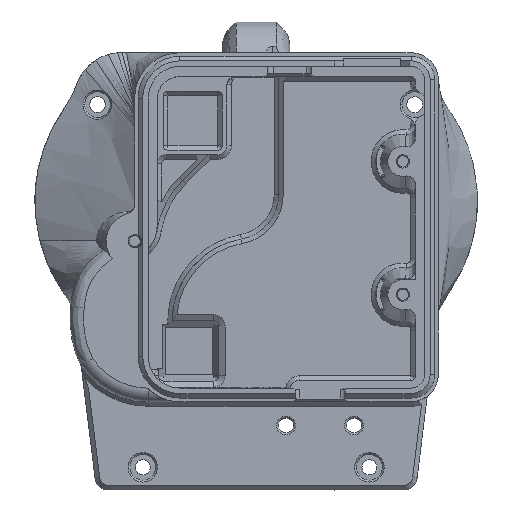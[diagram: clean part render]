
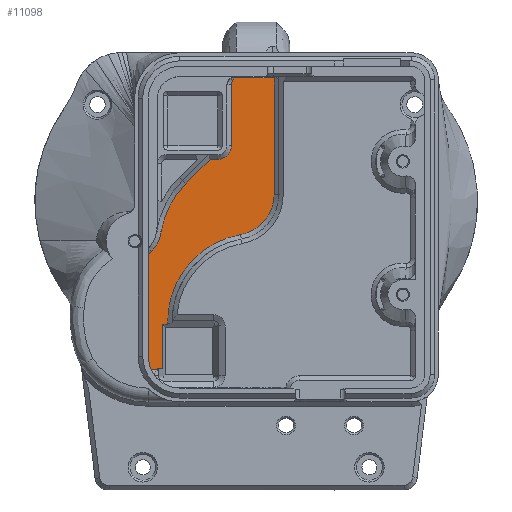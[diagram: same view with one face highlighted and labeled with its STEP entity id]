
A CAD part, top view. The second image highlights one B-rep face of the part: STEP entity #11098.
In plain terms, the highlighted planar face has unit normal (0, 0, 1).
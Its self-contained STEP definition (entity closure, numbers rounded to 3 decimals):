
#374=PLANE('',#11815);
#752=FACE_OUTER_BOUND('',#1433,.T.);
#1433=EDGE_LOOP('',(#8096,#8097,#8098,#8099,#8100,#8101,#8102,#8103,#8104,
#8105,#8106,#8107,#8108,#8109,#8110,#8111,#8112,#8113,#8114));
#2029=CIRCLE('',#11810,1.);
#2032=CIRCLE('',#11816,3.);
#2033=CIRCLE('',#11817,19.);
#2034=CIRCLE('',#11818,7.878);
#2035=CIRCLE('',#11819,6.);
#2036=CIRCLE('',#11820,13.841);
#2037=CIRCLE('',#11821,10.841);
#2038=CIRCLE('',#11822,0.408);
#2039=CIRCLE('',#11823,19.5);
#2040=CIRCLE('',#11824,9.);
#2431=B_SPLINE_CURVE_WITH_KNOTS('',3,(#18851,#18852,#18853,#18854,#18855,
#18856),.UNSPECIFIED.,.F.,.F.,(4,2,4),(0.012,0.054,
0.103),.UNSPECIFIED.);
#2897=LINE('',#18756,#3890);
#2903=LINE('',#18870,#3896);
#2905=LINE('',#18876,#3898);
#2906=LINE('',#18880,#3899);
#2907=LINE('',#18882,#3900);
#2908=LINE('',#18892,#3901);
#2909=LINE('',#18896,#3902);
#2910=LINE('',#18900,#3903);
#3890=VECTOR('',#13043,10.);
#3896=VECTOR('',#13063,10.);
#3898=VECTOR('',#13069,10.);
#3899=VECTOR('',#13072,10.);
#3900=VECTOR('',#13073,10.);
#3901=VECTOR('',#13082,10.);
#3902=VECTOR('',#13085,10.);
#3903=VECTOR('',#13088,10.);
#5036=VERTEX_POINT('',#18753);
#5037=VERTEX_POINT('',#18755);
#5040=VERTEX_POINT('',#18781);
#5044=VERTEX_POINT('',#18846);
#5046=VERTEX_POINT('',#18860);
#5050=VERTEX_POINT('',#18875);
#5051=VERTEX_POINT('',#18877);
#5052=VERTEX_POINT('',#18879);
#5053=VERTEX_POINT('',#18881);
#5054=VERTEX_POINT('',#18883);
#5055=VERTEX_POINT('',#18885);
#5056=VERTEX_POINT('',#18887);
#5057=VERTEX_POINT('',#18889);
#5058=VERTEX_POINT('',#18891);
#5059=VERTEX_POINT('',#18893);
#5060=VERTEX_POINT('',#18895);
#5061=VERTEX_POINT('',#18897);
#5062=VERTEX_POINT('',#18899);
#5063=VERTEX_POINT('',#18901);
#6215=EDGE_CURVE('',#5036,#5037,#2897,.T.);
#6223=EDGE_CURVE('',#5044,#5040,#2431,.F.);
#6226=EDGE_CURVE('',#5046,#5044,#2029,.T.);
#6230=EDGE_CURVE('',#5040,#5036,#2903,.T.);
#6233=EDGE_CURVE('',#5050,#5046,#2905,.T.);
#6234=EDGE_CURVE('',#5051,#5050,#2032,.T.);
#6235=EDGE_CURVE('',#5052,#5051,#2906,.T.);
#6236=EDGE_CURVE('',#5053,#5052,#2907,.T.);
#6237=EDGE_CURVE('',#5054,#5053,#2033,.T.);
#6238=EDGE_CURVE('',#5055,#5054,#2034,.T.);
#6239=EDGE_CURVE('',#5056,#5055,#2035,.T.);
#6240=EDGE_CURVE('',#5057,#5056,#2036,.T.);
#6241=EDGE_CURVE('',#5058,#5057,#2908,.T.);
#6242=EDGE_CURVE('',#5059,#5058,#2037,.T.);
#6243=EDGE_CURVE('',#5060,#5059,#2909,.T.);
#6244=EDGE_CURVE('',#5061,#5060,#2038,.T.);
#6245=EDGE_CURVE('',#5062,#5061,#2910,.T.);
#6246=EDGE_CURVE('',#5063,#5062,#2039,.T.);
#6247=EDGE_CURVE('',#5037,#5063,#2040,.T.);
#8096=ORIENTED_EDGE('',*,*,#6233,.F.);
#8097=ORIENTED_EDGE('',*,*,#6234,.F.);
#8098=ORIENTED_EDGE('',*,*,#6235,.F.);
#8099=ORIENTED_EDGE('',*,*,#6236,.F.);
#8100=ORIENTED_EDGE('',*,*,#6237,.F.);
#8101=ORIENTED_EDGE('',*,*,#6238,.F.);
#8102=ORIENTED_EDGE('',*,*,#6239,.F.);
#8103=ORIENTED_EDGE('',*,*,#6240,.F.);
#8104=ORIENTED_EDGE('',*,*,#6241,.F.);
#8105=ORIENTED_EDGE('',*,*,#6242,.F.);
#8106=ORIENTED_EDGE('',*,*,#6243,.F.);
#8107=ORIENTED_EDGE('',*,*,#6244,.F.);
#8108=ORIENTED_EDGE('',*,*,#6245,.F.);
#8109=ORIENTED_EDGE('',*,*,#6246,.F.);
#8110=ORIENTED_EDGE('',*,*,#6247,.F.);
#8111=ORIENTED_EDGE('',*,*,#6215,.F.);
#8112=ORIENTED_EDGE('',*,*,#6230,.F.);
#8113=ORIENTED_EDGE('',*,*,#6223,.F.);
#8114=ORIENTED_EDGE('',*,*,#6226,.F.);
#11098=ADVANCED_FACE('',(#752),#374,.T.);
#11810=AXIS2_PLACEMENT_3D('',#18862,#13053,#13054);
#11815=AXIS2_PLACEMENT_3D('',#18874,#13067,#13068);
#11816=AXIS2_PLACEMENT_3D('',#18878,#13070,#13071);
#11817=AXIS2_PLACEMENT_3D('',#18884,#13074,#13075);
#11818=AXIS2_PLACEMENT_3D('',#18886,#13076,#13077);
#11819=AXIS2_PLACEMENT_3D('',#18888,#13078,#13079);
#11820=AXIS2_PLACEMENT_3D('',#18890,#13080,#13081);
#11821=AXIS2_PLACEMENT_3D('',#18894,#13083,#13084);
#11822=AXIS2_PLACEMENT_3D('',#18898,#13086,#13087);
#11823=AXIS2_PLACEMENT_3D('',#18902,#13089,#13090);
#11824=AXIS2_PLACEMENT_3D('',#18903,#13091,#13092);
#13043=DIRECTION('',(0.,-1.,0.));
#13053=DIRECTION('center_axis',(0.,0.,-1.));
#13054=DIRECTION('ref_axis',(-1.,0.,0.));
#13063=DIRECTION('',(1.,0.,0.));
#13067=DIRECTION('center_axis',(0.,0.,1.));
#13068=DIRECTION('ref_axis',(-1.,0.,0.));
#13069=DIRECTION('',(0.,1.,0.));
#13070=DIRECTION('center_axis',(0.,0.,1.));
#13071=DIRECTION('ref_axis',(0.,-1.,0.));
#13072=DIRECTION('',(1.,0.,0.));
#13073=DIRECTION('',(0.707,0.707,0.));
#13074=DIRECTION('center_axis',(0.,0.,-1.));
#13075=DIRECTION('ref_axis',(-0.707,0.707,0.));
#13076=DIRECTION('center_axis',(0.,0.,1.));
#13077=DIRECTION('ref_axis',(0.461,-0.888,0.));
#13078=DIRECTION('center_axis',(0.,0.,1.));
#13079=DIRECTION('ref_axis',(0.465,-0.885,0.));
#13080=DIRECTION('center_axis',(0.,0.,-1.));
#13081=DIRECTION('ref_axis',(0.,1.,0.));
#13082=DIRECTION('',(0.,1.,0.));
#13083=DIRECTION('center_axis',(0.,0.,-1.));
#13084=DIRECTION('ref_axis',(-1.,0.,0.));
#13085=DIRECTION('',(0.,-1.,0.));
#13086=DIRECTION('center_axis',(0.,0.,1.));
#13087=DIRECTION('ref_axis',(-1.,0.,0.));
#13088=DIRECTION('',(-1.,0.,0.));
#13089=DIRECTION('center_axis',(0.,0.,1.));
#13090=DIRECTION('ref_axis',(-1.,0.004,0.));
#13091=DIRECTION('center_axis',(0.,0.,-1.));
#13092=DIRECTION('ref_axis',(1.,0.,0.));
#18753=CARTESIAN_POINT('',(4.,25.711,35.986));
#18755=CARTESIAN_POINT('',(4.,0.,35.986));
#18756=CARTESIAN_POINT('',(4.,10.425,35.986));
#18781=CARTESIAN_POINT('',(-5.004,25.711,35.986));
#18846=CARTESIAN_POINT('',(-5.28,24.908,35.986));
#18851=CARTESIAN_POINT('Ctrl Pts',(-5.004,25.711,35.986));
#18852=CARTESIAN_POINT('Ctrl Pts',(-5.014,25.57,35.986));
#18853=CARTESIAN_POINT('Ctrl Pts',(-5.042,25.429,35.986));
#18854=CARTESIAN_POINT('Ctrl Pts',(-5.136,25.143,35.986));
#18855=CARTESIAN_POINT('Ctrl Pts',(-5.204,25.011,35.986));
#18856=CARTESIAN_POINT('Ctrl Pts',(-5.28,24.908,35.986));
#18860=CARTESIAN_POINT('',(-5.475,24.316,35.986));
#18862=CARTESIAN_POINT('Origin',(-4.475,24.316,35.986));
#18870=CARTESIAN_POINT('',(7.483,25.711,35.986));
#18874=CARTESIAN_POINT('Origin',(-0.232,-5.132,35.986));
#18875=CARTESIAN_POINT('',(-5.475,10.775,35.986));
#18876=CARTESIAN_POINT('',(-5.475,8.321,35.986));
#18877=CARTESIAN_POINT('',(-8.475,7.775,35.986));
#18878=CARTESIAN_POINT('Origin',(-8.475,10.775,35.986));
#18879=CARTESIAN_POINT('',(-10.124,7.775,35.986));
#18880=CARTESIAN_POINT('',(-4.353,7.775,35.986));
#18881=CARTESIAN_POINT('',(-15.591,2.308,35.986));
#18882=CARTESIAN_POINT('',(-12.396,5.503,35.986));
#18883=CARTESIAN_POINT('',(-20.937,-8.256,35.986));
#18884=CARTESIAN_POINT('Origin',(-2.156,-11.127,35.986));
#18885=CARTESIAN_POINT('',(-23.162,-12.644,35.986));
#18886=CARTESIAN_POINT('Origin',(-28.725,-7.065,35.986));
#18887=CARTESIAN_POINT('',(-26.309,-14.295,35.986));
#18888=CARTESIAN_POINT('Origin',(-27.399,-8.395,35.986));
#18889=CARTESIAN_POINT('',(-34.635,-19.3,35.986));
#18890=CARTESIAN_POINT('Origin',(-23.794,-27.905,35.986));
#18891=CARTESIAN_POINT('',(-34.635,-27.905,35.986));
#18892=CARTESIAN_POINT('',(-34.635,-27.905,35.986));
#18893=CARTESIAN_POINT('',(-20.755,-38.311,35.986));
#18894=CARTESIAN_POINT('Origin',(-23.794,-27.905,35.986));
#18895=CARTESIAN_POINT('',(-20.755,-29.018,35.986));
#18896=CARTESIAN_POINT('',(-20.755,-17.075,35.986));
#18897=CARTESIAN_POINT('',(-20.347,-28.61,35.986));
#18898=CARTESIAN_POINT('Origin',(-20.347,-29.018,35.986));
#18899=CARTESIAN_POINT('',(-19.507,-28.61,35.986));
#18900=CARTESIAN_POINT('',(-4.79,-28.61,35.986));
#18901=CARTESIAN_POINT('',(-3.426,-8.861,35.986));
#18902=CARTESIAN_POINT('Origin',(-0.014,-28.061,
35.986));
#18903=CARTESIAN_POINT('Origin',(-5.,0.,35.986));
